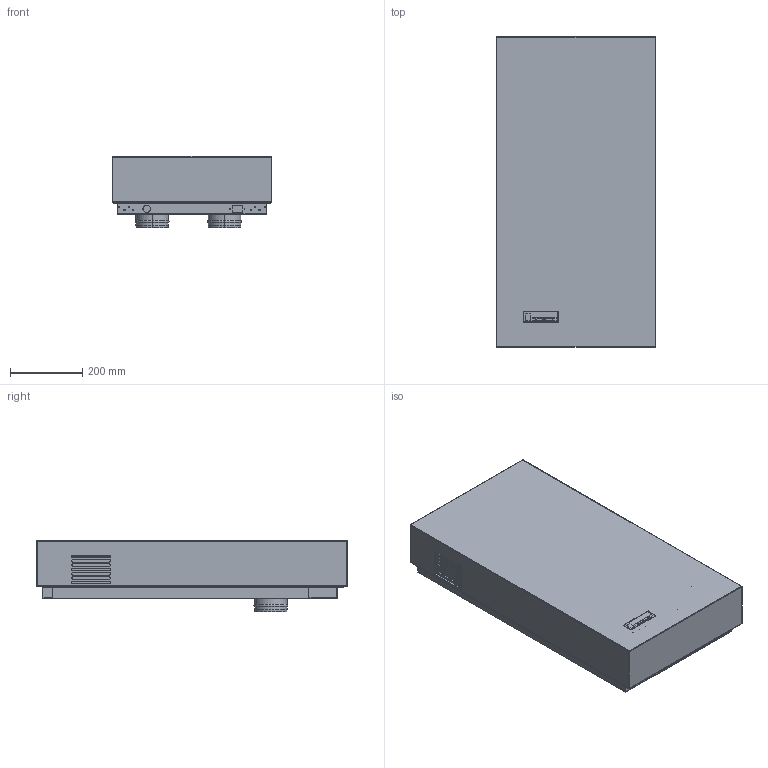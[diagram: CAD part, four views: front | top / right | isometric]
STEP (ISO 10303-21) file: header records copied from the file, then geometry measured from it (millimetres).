
FILE_DESCRIPTION(('Creo Elements/Direct Modeling STEP Export'),'2;1');
FILE_NAME('Dummy_geniovent.duo-A.stp','2016-07-25T17:25:51',(''),(''),'PTC Creo Elements/Direct Modeling STEP processor for AP214 (Solid Model)','PTC Creo Elements/Direct Modeling 19.0C 15-Aug-2015 (C) Parametric Technology GmbH','');
FILE_SCHEMA(('AUTOMOTIVE_DESIGN { 1 0 10303 214 1 1 1 1 }'));
Length unit declared in the file: millimetre
Products named in the file (3): 02-Geraet; 01-Deckel; Dummy_geniovent.duo-A
Assembly tree (2 placements, depth 2):
  Dummy_geniovent.duo-A
    01-Deckel
    02-Geraet
Bounding box: 442 x 858.65 x 197.9 mm (x, y, z)
Volume: 42903484.6 mm3; surface area: 2804356 mm2
Topology: 2 solids, 2 shells, 552 faces, 1427 edges, 923 vertices
Faces by surface type: plane 255, cylinder 229, cone 40, torus 20, sphere 8
Entity records: 17067 total; most frequent: ORIENTED_EDGE 2822, CARTESIAN_POINT 2781, DIRECTION 2644, EDGE_CURVE 1411, VERTEX_POINT 923, AXIS2_PLACEMENT_3D 885, VECTOR 874, LINE 874
